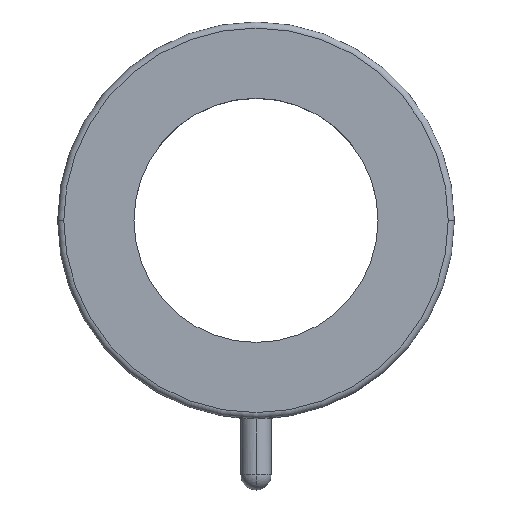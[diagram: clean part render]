
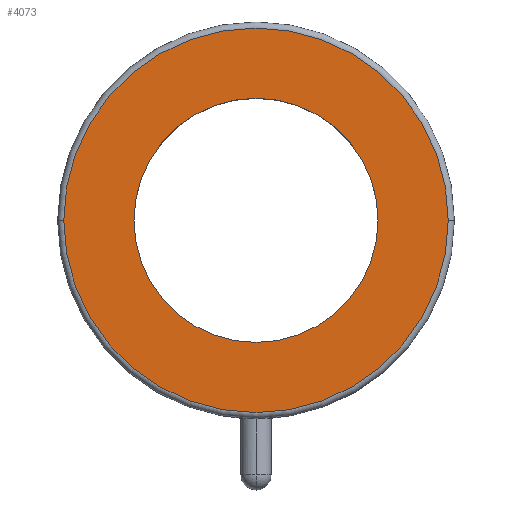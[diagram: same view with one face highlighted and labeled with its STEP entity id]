
A CAD part, top view. The second image highlights one B-rep face of the part: STEP entity #4073.
In plain terms, the highlighted planar face has unit normal (0, 0, 1).
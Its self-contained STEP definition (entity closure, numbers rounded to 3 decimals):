
#132 = EDGE_CURVE ( 'NONE', #4202, #661, #2960, .T. ) ;
#197 = EDGE_CURVE ( 'NONE', #3985, #2468, #2101, .T. ) ;
#280 = DIRECTION ( 'NONE',  ( 1., 0., 0. ) ) ;
#381 = AXIS2_PLACEMENT_3D ( 'NONE', #4665, #3873, #2272 ) ;
#391 = CARTESIAN_POINT ( 'NONE',  ( 6., 0., 2.5 ) ) ;
#542 = ORIENTED_EDGE ( 'NONE', *, *, #2048, .T. ) ;
#604 = CARTESIAN_POINT ( 'NONE',  ( -9.45, 0., 2.5 ) ) ;
#661 = VERTEX_POINT ( 'NONE', #4625 ) ;
#729 = CARTESIAN_POINT ( 'NONE',  ( 0., 0., 2.5 ) ) ;
#732 = AXIS2_PLACEMENT_3D ( 'NONE', #4508, #2566, #3708 ) ;
#738 = CARTESIAN_POINT ( 'NONE',  ( 9.45, 0., 2.5 ) ) ;
#745 = CARTESIAN_POINT ( 'NONE',  ( 0., 0., 2.5 ) ) ;
#1419 = ORIENTED_EDGE ( 'NONE', *, *, #197, .T. ) ;
#1442 = DIRECTION ( 'NONE',  ( 0., 0., 1. ) ) ;
#1536 = DIRECTION ( 'NONE',  ( 1., 0., 0. ) ) ;
#1792 = EDGE_LOOP ( 'NONE', ( #2807, #3498 ) ) ;
#1860 = EDGE_LOOP ( 'NONE', ( #542, #1419 ) ) ;
#2048 = EDGE_CURVE ( 'NONE', #2468, #3985, #4627, .T. ) ;
#2101 = CIRCLE ( 'NONE', #4759, 9.45 ) ;
#2207 = CIRCLE ( 'NONE', #732, 6. ) ;
#2257 = DIRECTION ( 'NONE',  ( 0., 0., 1. ) ) ;
#2272 = DIRECTION ( 'NONE',  ( 1., 0., 0. ) ) ;
#2338 = FACE_OUTER_BOUND ( 'NONE', #1860, .T. ) ;
#2468 = VERTEX_POINT ( 'NONE', #738 ) ;
#2566 = DIRECTION ( 'NONE',  ( 0., 0., 1. ) ) ;
#2807 = ORIENTED_EDGE ( 'NONE', *, *, #132, .F. ) ;
#2912 = AXIS2_PLACEMENT_3D ( 'NONE', #729, #1442, #280 ) ;
#2960 = CIRCLE ( 'NONE', #3300, 6. ) ;
#3017 = CARTESIAN_POINT ( 'NONE',  ( 0., 0., 2.5 ) ) ;
#3300 = AXIS2_PLACEMENT_3D ( 'NONE', #3017, #2257, #3857 ) ;
#3498 = ORIENTED_EDGE ( 'NONE', *, *, #4960, .F. ) ;
#3708 = DIRECTION ( 'NONE',  ( 1., 0., 0. ) ) ;
#3857 = DIRECTION ( 'NONE',  ( 1., 0., 0. ) ) ;
#3873 = DIRECTION ( 'NONE',  ( 0., 0., 1. ) ) ;
#3985 = VERTEX_POINT ( 'NONE', #604 ) ;
#4073 = ADVANCED_FACE ( 'NONE', ( #2338, #4333 ), #4683, .T. ) ;
#4202 = VERTEX_POINT ( 'NONE', #391 ) ;
#4333 = FACE_BOUND ( 'NONE', #1792, .T. ) ;
#4508 = CARTESIAN_POINT ( 'NONE',  ( 0., 0., 2.5 ) ) ;
#4625 = CARTESIAN_POINT ( 'NONE',  ( -6., 0., 2.5 ) ) ;
#4627 = CIRCLE ( 'NONE', #381, 9.45 ) ;
#4665 = CARTESIAN_POINT ( 'NONE',  ( 0., 0., 2.5 ) ) ;
#4683 = PLANE ( 'NONE',  #2912 ) ;
#4706 = DIRECTION ( 'NONE',  ( 0., 0., 1. ) ) ;
#4759 = AXIS2_PLACEMENT_3D ( 'NONE', #745, #4706, #1536 ) ;
#4960 = EDGE_CURVE ( 'NONE', #661, #4202, #2207, .T. ) ;
